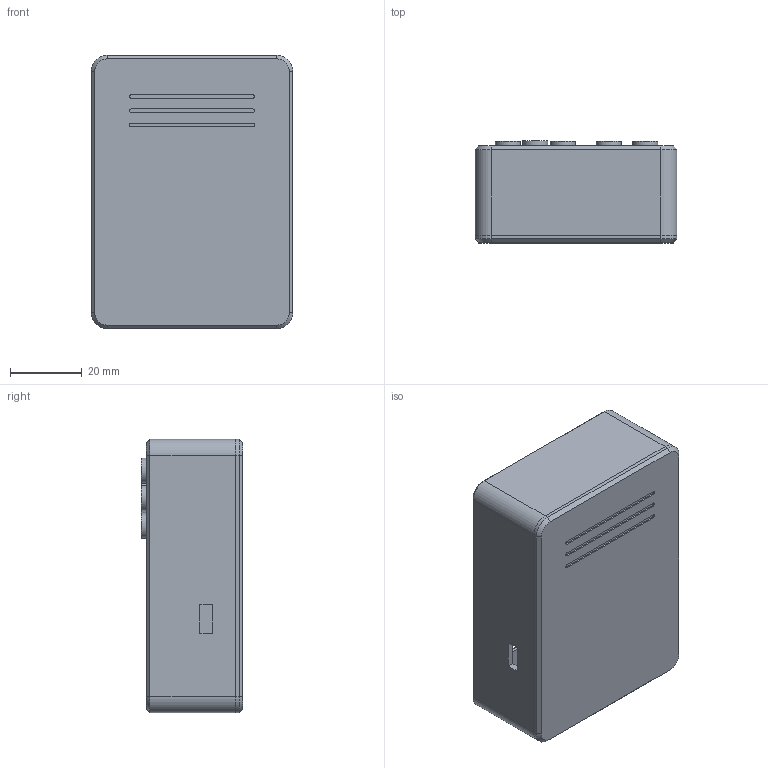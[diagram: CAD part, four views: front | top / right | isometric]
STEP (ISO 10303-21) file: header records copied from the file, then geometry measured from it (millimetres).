
FILE_DESCRIPTION(/* description */ ('','CAx-IF Rec.Pracs.---Representation and Presentation of Product Manufacturing Information (PMI)---4.0---2014-10-13'),/* implementation_level */ '2;1');
FILE_NAME(/* name */ 'DIY Gameboy Case v8.step',/* time_stamp */ '2025-04-10T22:49:55+02:00',/* author */ (''),/* organization */ (''),/* preprocessor_version */ 'ST-DEVELOPER v20',/* originating_system */ 'Autodesk Translation Framework v13.20.0.188',/* authorisation */ '');
FILE_SCHEMA (('AP242_MANAGED_MODEL_BASED_3D_ENGINEERING_MIM_LF { 1 0 10303 442 1 1 4 }'));
Length unit declared in the file: millimetre
Products named in the file (1): DIY Gameboy Case
Bounding box: 56.4 x 28.4 x 76.4 mm (x, y, z)
Volume: 26076.1 mm3; surface area: 30162.5 mm2
Topology: 8 solids, 8 shells, 237 faces, 578 edges, 376 vertices
Faces by surface type: plane 146, cylinder 60, cone 16, bspline 15
Full cylindrical faces by diameter (mm): 3 x4, 3.4 x6, 7 x6, 7.4 x6
Entity records: 7132 total; most frequent: CARTESIAN_POINT 1447, ORIENTED_EDGE 1156, DIRECTION 1130, EDGE_CURVE 578, LINE 412, VECTOR 412, VERTEX_POINT 376, AXIS2_PLACEMENT_3D 359
